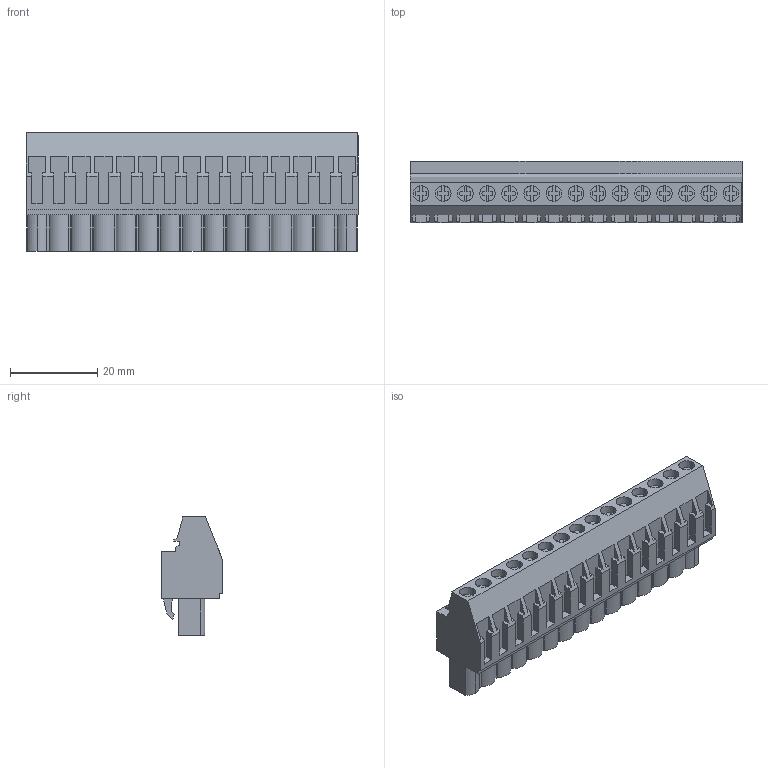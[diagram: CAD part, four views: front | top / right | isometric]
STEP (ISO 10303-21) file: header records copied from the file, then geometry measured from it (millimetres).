
FILE_DESCRIPTION(('CATIA V5 STEP','CAx-IF Rec.Pracs.--- Model Styling and Organization---1.2---2011-12-15'),'2;1');
FILE_NAME ('D1467908_0_1948140000_1948140000.stp','2017-09-08T12:14:19+00:00',('none'),('Weidmueller'),'CATIA Version 5-6 Release 2014','CATIA V5 STEP AP214','none');
FILE_SCHEMA(('AUTOMOTIVE_DESIGN { 1 0 10303 214 1 1 1 1 }'));
Length unit declared in the file: millimetre
Products named in the file (1): 1948140000
Bounding box: 76.2 x 14.1 x 27.2 mm (x, y, z)
Volume: 17345.3 mm3; surface area: 10049.4 mm2
Topology: 16 solids, 16 shells, 981 faces, 2716 edges, 1830 vertices
Faces by surface type: plane 844, cylinder 133, extrusion 4
Entity records: 29471 total; most frequent: CARTESIAN_POINT 5676, ORIENTED_EDGE 5432, DIRECTION 3974, EDGE_CURVE 2716, VECTOR 2386, LINE 2382, VERTEX_POINT 1830, EDGE_LOOP 1044
